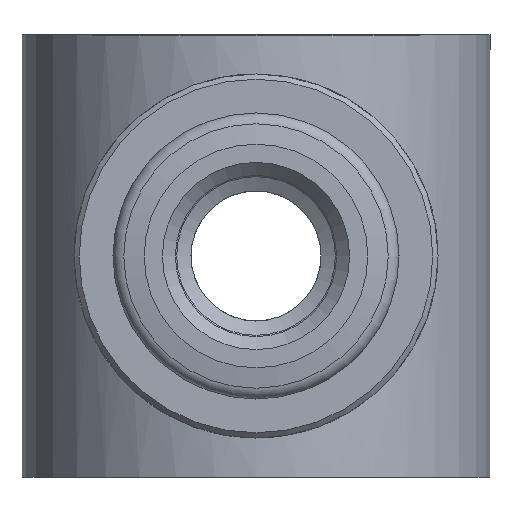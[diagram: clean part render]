
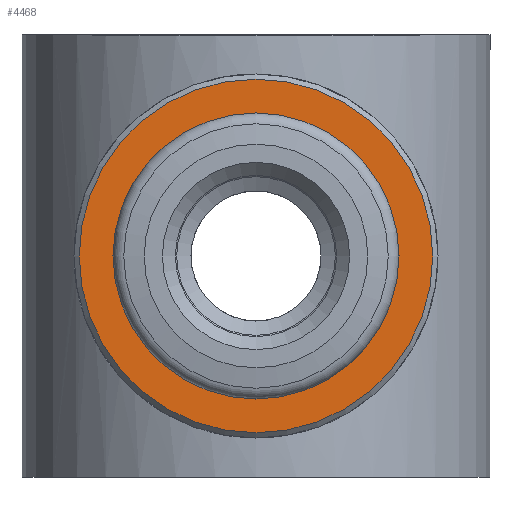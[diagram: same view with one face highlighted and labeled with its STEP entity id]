
A CAD part, left-side view. The second image highlights one B-rep face of the part: STEP entity #4468.
In plain terms, the highlighted face is planar.
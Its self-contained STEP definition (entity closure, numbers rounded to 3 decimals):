
#656=PLANE('',#4334);
#696=CIRCLE('',#4333,6.8);
#697=CIRCLE('',#4335,5.5);
#763=ORIENTED_EDGE('',*,*,#940,.T.);
#764=ORIENTED_EDGE('',*,*,#941,.F.);
#880=VERTEX_POINT('',#4164);
#881=VERTEX_POINT('',#4167);
#940=EDGE_CURVE('',#880,#880,#696,.T.);
#941=EDGE_CURVE('',#881,#881,#697,.T.);
#1007=EDGE_LOOP('',(#763));
#1008=EDGE_LOOP('',(#764));
#1127=FACE_BOUND('',#1007,.T.);
#1128=FACE_BOUND('',#1008,.T.);
#1257=DIRECTION('',(0.,-1.,0.));
#1258=DIRECTION('',(6.8,0.,0.));
#1259=DIRECTION('',(0.,-1.,0.));
#1260=DIRECTION('',(-1.,0.,0.));
#1261=DIRECTION('',(0.,-1.,0.));
#1262=DIRECTION('',(5.5,0.,0.));
#4164=CARTESIAN_POINT('',(25.097,28.96,0.));
#4165=CARTESIAN_POINT('',(18.297,28.96,0.));
#4166=CARTESIAN_POINT('',(18.297,28.96,0.));
#4167=CARTESIAN_POINT('',(23.797,28.96,0.));
#4168=CARTESIAN_POINT('',(18.297,28.96,0.));
#4333=AXIS2_PLACEMENT_3D('',#4165,#1257,#1258);
#4334=AXIS2_PLACEMENT_3D('',#4166,#1259,#1260);
#4335=AXIS2_PLACEMENT_3D('',#4168,#1261,#1262);
#4468=ADVANCED_FACE('',(#1127,#1128),#656,.T.);
